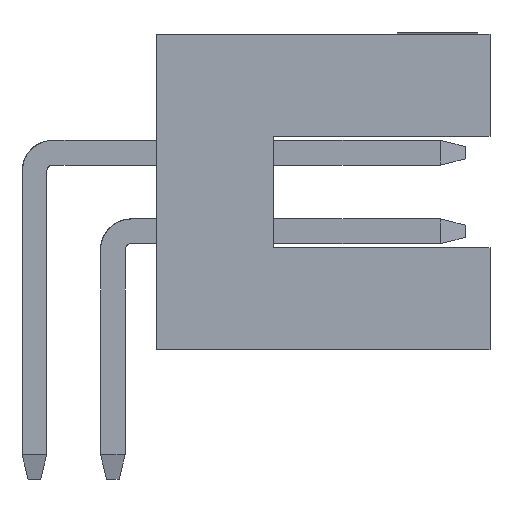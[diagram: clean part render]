
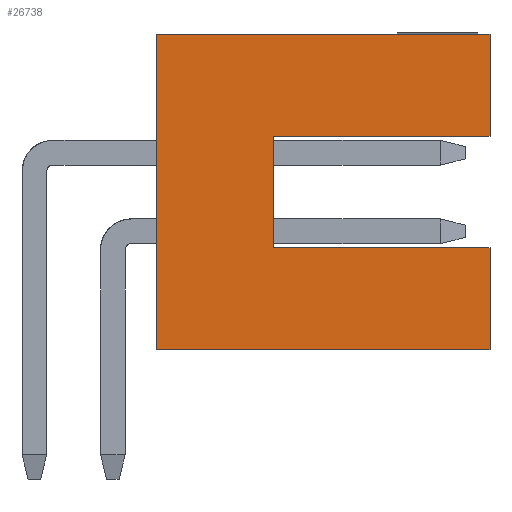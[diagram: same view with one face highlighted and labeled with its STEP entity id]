
A CAD part, front view. The second image highlights one B-rep face of the part: STEP entity #26738.
In plain terms, the highlighted free-form (B-spline) face has degree [1, 1] with [2, 2] control points.
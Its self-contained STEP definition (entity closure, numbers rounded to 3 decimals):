
#26738 = ADVANCED_FACE('',(#26739),#26797,.T.);
#26739 = FACE_BOUND('',#26740,.T.);
#26740 = EDGE_LOOP('',(#26741,#26750,#26757,#26764,#26771,#26778,#26785,
    #26792));
#26741 = ORIENTED_EDGE('',*,*,#26742,.F.);
#26742 = EDGE_CURVE('',#26743,#26745,#26747,.T.);
#26743 = VERTEX_POINT('',#26744);
#26744 = CARTESIAN_POINT('',(7.37,-8.8,3.55));
#26745 = VERTEX_POINT('',#26746);
#26746 = CARTESIAN_POINT('',(3.87,-8.8,3.55));
#26747 = B_SPLINE_CURVE_WITH_KNOTS('',1,(#26748,#26749),.UNSPECIFIED.,
  .F.,.F.,(2,2),(0.,3.5),.PIECEWISE_BEZIER_KNOTS.);
#26748 = CARTESIAN_POINT('',(7.37,-8.8,3.55));
#26749 = CARTESIAN_POINT('',(3.87,-8.8,3.55));
#26750 = ORIENTED_EDGE('',*,*,#26751,.F.);
#26751 = EDGE_CURVE('',#26752,#26743,#26754,.T.);
#26752 = VERTEX_POINT('',#26753);
#26753 = CARTESIAN_POINT('',(7.37,-8.8,5.2));
#26754 = B_SPLINE_CURVE_WITH_KNOTS('',1,(#26755,#26756),.UNSPECIFIED.,
  .F.,.F.,(2,2),(0.,1.65),.PIECEWISE_BEZIER_KNOTS.);
#26755 = CARTESIAN_POINT('',(7.37,-8.8,5.2));
#26756 = CARTESIAN_POINT('',(7.37,-8.8,3.55));
#26757 = ORIENTED_EDGE('',*,*,#26758,.F.);
#26758 = EDGE_CURVE('',#26759,#26752,#26761,.T.);
#26759 = VERTEX_POINT('',#26760);
#26760 = CARTESIAN_POINT('',(1.97,-8.8,5.2));
#26761 = B_SPLINE_CURVE_WITH_KNOTS('',1,(#26762,#26763),.UNSPECIFIED.,
  .F.,.F.,(2,2),(0.,5.4),.PIECEWISE_BEZIER_KNOTS.);
#26762 = CARTESIAN_POINT('',(1.97,-8.8,5.2));
#26763 = CARTESIAN_POINT('',(7.37,-8.8,5.2));
#26764 = ORIENTED_EDGE('',*,*,#26765,.F.);
#26765 = EDGE_CURVE('',#26766,#26759,#26768,.T.);
#26766 = VERTEX_POINT('',#26767);
#26767 = CARTESIAN_POINT('',(1.97,-8.8,0.1));
#26768 = B_SPLINE_CURVE_WITH_KNOTS('',1,(#26769,#26770),.UNSPECIFIED.,
  .F.,.F.,(2,2),(0.,5.1),.PIECEWISE_BEZIER_KNOTS.);
#26769 = CARTESIAN_POINT('',(1.97,-8.8,0.1));
#26770 = CARTESIAN_POINT('',(1.97,-8.8,5.2));
#26771 = ORIENTED_EDGE('',*,*,#26772,.F.);
#26772 = EDGE_CURVE('',#26773,#26766,#26775,.T.);
#26773 = VERTEX_POINT('',#26774);
#26774 = CARTESIAN_POINT('',(7.37,-8.8,0.1));
#26775 = B_SPLINE_CURVE_WITH_KNOTS('',1,(#26776,#26777),.UNSPECIFIED.,
  .F.,.F.,(2,2),(0.,5.4),.PIECEWISE_BEZIER_KNOTS.);
#26776 = CARTESIAN_POINT('',(7.37,-8.8,0.1));
#26777 = CARTESIAN_POINT('',(1.97,-8.8,0.1));
#26778 = ORIENTED_EDGE('',*,*,#26779,.F.);
#26779 = EDGE_CURVE('',#26780,#26773,#26782,.T.);
#26780 = VERTEX_POINT('',#26781);
#26781 = CARTESIAN_POINT('',(7.37,-8.8,1.75));
#26782 = B_SPLINE_CURVE_WITH_KNOTS('',1,(#26783,#26784),.UNSPECIFIED.,
  .F.,.F.,(2,2),(0.,1.65),.PIECEWISE_BEZIER_KNOTS.);
#26783 = CARTESIAN_POINT('',(7.37,-8.8,1.75));
#26784 = CARTESIAN_POINT('',(7.37,-8.8,0.1));
#26785 = ORIENTED_EDGE('',*,*,#26786,.F.);
#26786 = EDGE_CURVE('',#26787,#26780,#26789,.T.);
#26787 = VERTEX_POINT('',#26788);
#26788 = CARTESIAN_POINT('',(3.87,-8.8,1.75));
#26789 = B_SPLINE_CURVE_WITH_KNOTS('',1,(#26790,#26791),.UNSPECIFIED.,
  .F.,.F.,(2,2),(0.,3.5),.PIECEWISE_BEZIER_KNOTS.);
#26790 = CARTESIAN_POINT('',(3.87,-8.8,1.75));
#26791 = CARTESIAN_POINT('',(7.37,-8.8,1.75));
#26792 = ORIENTED_EDGE('',*,*,#26793,.F.);
#26793 = EDGE_CURVE('',#26745,#26787,#26794,.T.);
#26794 = B_SPLINE_CURVE_WITH_KNOTS('',1,(#26795,#26796),.UNSPECIFIED.,
  .F.,.F.,(2,2),(0.,1.8),.PIECEWISE_BEZIER_KNOTS.);
#26795 = CARTESIAN_POINT('',(3.87,-8.8,3.55));
#26796 = CARTESIAN_POINT('',(3.87,-8.8,1.75));
#26797 = B_SPLINE_SURFACE_WITH_KNOTS('',1,1,(
    (#26798,#26799)
    ,(#26800,#26801
    )),.UNSPECIFIED.,.F.,.F.,.F.,(2,2),(2,2),(0.,5.1),(0.,5.4),
  .PIECEWISE_BEZIER_KNOTS.);
#26798 = CARTESIAN_POINT('',(1.97,-8.8,5.2));
#26799 = CARTESIAN_POINT('',(7.37,-8.8,5.2));
#26800 = CARTESIAN_POINT('',(1.97,-8.8,0.1));
#26801 = CARTESIAN_POINT('',(7.37,-8.8,0.1));
